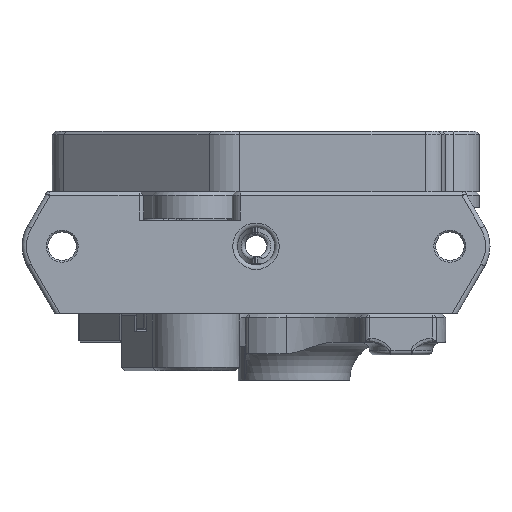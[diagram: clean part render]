
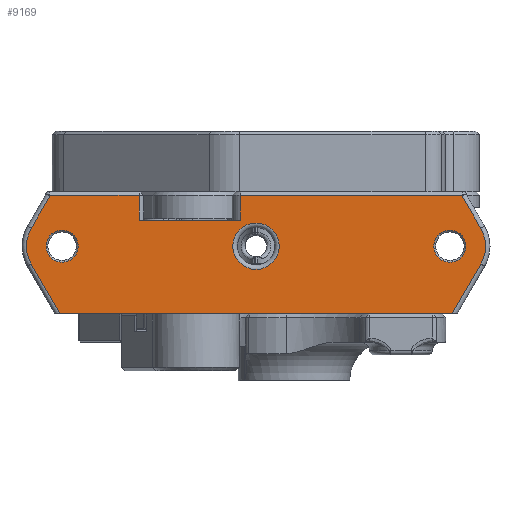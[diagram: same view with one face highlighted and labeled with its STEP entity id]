
A CAD part, front view. The second image highlights one B-rep face of the part: STEP entity #9169.
In plain terms, the highlighted planar face has unit normal (0, -1, 0).
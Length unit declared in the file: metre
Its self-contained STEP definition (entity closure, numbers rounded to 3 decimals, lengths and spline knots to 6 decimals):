
#271=LINE('',#14167,#812);
#307=LINE('',#14634,#848);
#308=LINE('',#14638,#849);
#309=LINE('',#14640,#850);
#310=LINE('',#14642,#851);
#311=LINE('',#14644,#852);
#312=LINE('',#14646,#853);
#313=LINE('',#14648,#854);
#314=LINE('',#14650,#855);
#315=LINE('',#14654,#856);
#812=VECTOR('',#11075,1.);
#848=VECTOR('',#11315,1.);
#849=VECTOR('',#11318,1.);
#850=VECTOR('',#11319,1.);
#851=VECTOR('',#11320,1.);
#852=VECTOR('',#11321,1.);
#853=VECTOR('',#11322,1.);
#854=VECTOR('',#11323,1.);
#855=VECTOR('',#11324,1.);
#856=VECTOR('',#11327,1.);
#1343=PLANE('',#9907);
#1550=CIRCLE('',#9908,0.0018);
#1551=CIRCLE('',#9909,0.0018);
#1552=CIRCLE('',#9910,0.0026);
#1553=CIRCLE('',#9911,0.004);
#1554=CIRCLE('',#9912,0.004);
#2522=ORIENTED_EDGE('',*,*,#5334,.T.);
#2523=ORIENTED_EDGE('',*,*,#5335,.T.);
#2524=ORIENTED_EDGE('',*,*,#5336,.T.);
#2525=ORIENTED_EDGE('',*,*,#5199,.F.);
#2526=ORIENTED_EDGE('',*,*,#5337,.T.);
#2527=ORIENTED_EDGE('',*,*,#5338,.T.);
#2528=ORIENTED_EDGE('',*,*,#5339,.T.);
#2529=ORIENTED_EDGE('',*,*,#5340,.T.);
#2530=ORIENTED_EDGE('',*,*,#5341,.F.);
#2531=ORIENTED_EDGE('',*,*,#5342,.F.);
#2532=ORIENTED_EDGE('',*,*,#5343,.T.);
#2533=ORIENTED_EDGE('',*,*,#5344,.T.);
#2534=ORIENTED_EDGE('',*,*,#5345,.T.);
#2535=ORIENTED_EDGE('',*,*,#5346,.T.);
#2536=ORIENTED_EDGE('',*,*,#5347,.T.);
#5199=EDGE_CURVE('',#6612,#6613,#271,.T.);
#5334=EDGE_CURVE('',#6730,#6730,#1550,.T.);
#5335=EDGE_CURVE('',#6731,#6731,#1551,.T.);
#5336=EDGE_CURVE('',#6732,#6732,#1552,.T.);
#5337=EDGE_CURVE('',#6612,#6733,#307,.T.);
#5338=EDGE_CURVE('',#6733,#6734,#1553,.F.);
#5339=EDGE_CURVE('',#6734,#6735,#308,.T.);
#5340=EDGE_CURVE('',#6735,#6736,#309,.T.);
#5341=EDGE_CURVE('',#6737,#6736,#310,.F.);
#5342=EDGE_CURVE('',#6738,#6737,#311,.T.);
#5343=EDGE_CURVE('',#6738,#6739,#312,.F.);
#5344=EDGE_CURVE('',#6739,#6740,#313,.T.);
#5345=EDGE_CURVE('',#6740,#6741,#314,.T.);
#5346=EDGE_CURVE('',#6741,#6742,#1554,.F.);
#5347=EDGE_CURVE('',#6742,#6613,#315,.F.);
#6612=VERTEX_POINT('',#14166);
#6613=VERTEX_POINT('',#14168);
#6730=VERTEX_POINT('',#14629);
#6731=VERTEX_POINT('',#14631);
#6732=VERTEX_POINT('',#14633);
#6733=VERTEX_POINT('',#14635);
#6734=VERTEX_POINT('',#14637);
#6735=VERTEX_POINT('',#14639);
#6736=VERTEX_POINT('',#14641);
#6737=VERTEX_POINT('',#14643);
#6738=VERTEX_POINT('',#14645);
#6739=VERTEX_POINT('',#14647);
#6740=VERTEX_POINT('',#14649);
#6741=VERTEX_POINT('',#14651);
#6742=VERTEX_POINT('',#14653);
#7554=EDGE_LOOP('',(#2522));
#7555=EDGE_LOOP('',(#2523));
#7556=EDGE_LOOP('',(#2524));
#7557=EDGE_LOOP('',(#2525,#2526,#2527,#2528,#2529,#2530,#2531,#2532,#2533,
#2534,#2535,#2536));
#8256=FACE_BOUND('',#7554,.T.);
#8257=FACE_BOUND('',#7555,.T.);
#8258=FACE_BOUND('',#7556,.T.);
#8259=FACE_BOUND('',#7557,.T.);
#9169=ADVANCED_FACE('',(#8256,#8257,#8258,#8259),#1343,.F.);
#9907=AXIS2_PLACEMENT_3D('',#14627,#11307,#11308);
#9908=AXIS2_PLACEMENT_3D('',#14628,#11309,#11310);
#9909=AXIS2_PLACEMENT_3D('',#14630,#11311,#11312);
#9910=AXIS2_PLACEMENT_3D('',#14632,#11313,#11314);
#9911=AXIS2_PLACEMENT_3D('',#14636,#11316,#11317);
#9912=AXIS2_PLACEMENT_3D('',#14652,#11325,#11326);
#11075=DIRECTION('',(-1.,0.,0.));
#11307=DIRECTION('',(0.,1.,0.));
#11308=DIRECTION('',(0.,0.,1.));
#11309=DIRECTION('',(0.,1.,0.));
#11310=DIRECTION('',(-1.,0.,0.));
#11311=DIRECTION('',(0.,1.,0.));
#11312=DIRECTION('',(-1.,0.,0.));
#11313=DIRECTION('',(0.,1.,0.));
#11314=DIRECTION('',(-1.,0.,0.));
#11315=DIRECTION('',(0.5,0.,0.866));
#11316=DIRECTION('',(0.,1.,0.));
#11317=DIRECTION('',(-1.,0.,0.));
#11318=DIRECTION('',(-0.5,0.,0.866));
#11319=DIRECTION('',(-1.,0.,0.));
#11320=DIRECTION('',(0.,0.,-1.));
#11321=DIRECTION('',(1.,0.,0.));
#11322=DIRECTION('',(0.,0.,-1.));
#11323=DIRECTION('',(-1.,0.,0.));
#11324=DIRECTION('',(-0.5,0.,-0.866));
#11325=DIRECTION('',(0.,1.,0.));
#11326=DIRECTION('',(-1.,0.,0.));
#11327=DIRECTION('',(-0.5,0.,0.866));
#14166=CARTESIAN_POINT('',(0.021396,-0.027991,-0.0165));
#14167=CARTESIAN_POINT('',(-0.000585,-0.027991,-0.0165));
#14168=CARTESIAN_POINT('',(-0.022566,-0.027991,-0.0165));
#14627=CARTESIAN_POINT('',(-0.000585,-0.027991,-0.0089));
#14628=CARTESIAN_POINT('',(-0.022335,-0.027991,-0.0089));
#14629=CARTESIAN_POINT('',(-0.024135,-0.027991,-0.0089));
#14630=CARTESIAN_POINT('',(0.021165,-0.027991,-0.0089));
#14631=CARTESIAN_POINT('',(0.019365,-0.027991,-0.0089));
#14632=CARTESIAN_POINT('',(-0.000585,-0.027991,-0.0089));
#14633=CARTESIAN_POINT('',(-0.003185,-0.027991,-0.0089));
#14634=CARTESIAN_POINT('',(0.024629,-0.027991,-0.0109));
#14635=CARTESIAN_POINT('',(0.024629,-0.027991,-0.0109));
#14636=CARTESIAN_POINT('',(0.021165,-0.027991,-0.0089));
#14637=CARTESIAN_POINT('',(0.024629,-0.027991,-0.0069));
#14638=CARTESIAN_POINT('',(0.022637,-0.027991,-0.00345));
#14639=CARTESIAN_POINT('',(0.022493,-0.027991,-0.0032));
#14640=CARTESIAN_POINT('',(-0.002373,-0.027991,-0.0032));
#14641=CARTESIAN_POINT('',(-0.002373,-0.027991,-0.0032));
#14642=CARTESIAN_POINT('',(-0.002373,-0.027991,-0.0024));
#14643=CARTESIAN_POINT('',(-0.002373,-0.027991,-0.006));
#14644=CARTESIAN_POINT('',(-0.000585,-0.027991,-0.006));
#14645=CARTESIAN_POINT('',(-0.013685,-0.027991,-0.006));
#14646=CARTESIAN_POINT('',(-0.013685,-0.027991,-0.0089));
#14647=CARTESIAN_POINT('',(-0.013685,-0.027991,-0.0032));
#14648=CARTESIAN_POINT('',(-0.024009,-0.027991,-0.0032));
#14649=CARTESIAN_POINT('',(-0.023663,-0.027991,-0.0032));
#14650=CARTESIAN_POINT('',(-0.025799,-0.027991,-0.0069));
#14651=CARTESIAN_POINT('',(-0.025799,-0.027991,-0.0069));
#14652=CARTESIAN_POINT('',(-0.022335,-0.027991,-0.0089));
#14653=CARTESIAN_POINT('',(-0.025799,-0.027991,-0.0109));
#14654=CARTESIAN_POINT('',(-0.020362,-0.027991,-0.020318));
